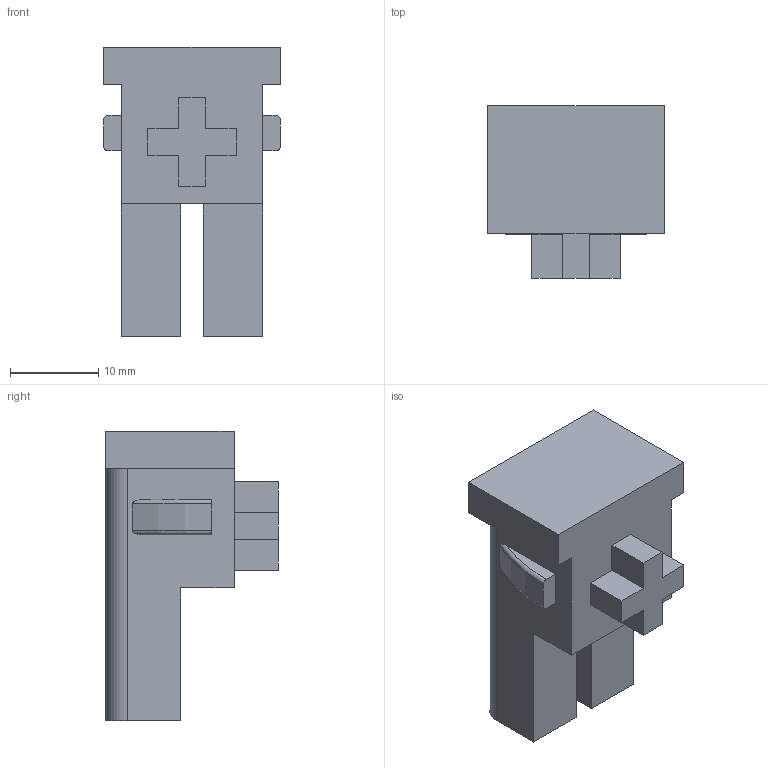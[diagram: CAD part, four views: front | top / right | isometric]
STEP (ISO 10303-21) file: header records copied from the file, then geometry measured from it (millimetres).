
FILE_DESCRIPTION(/* description */ (''),/* implementation_level */ '2;1');
FILE_NAME(/* name */ 'connector_male.stp',/* time_stamp */ '2025-11-02T17:53:32+09:00',/* author */ ('hibik'),/* organization */ (''),/* preprocessor_version */ 'ST-DEVELOPER v20.1',/* originating_system */ 'Autodesk Inventor 2026',/* authorisation */ '');
FILE_SCHEMA (('AUTOMOTIVE_DESIGN { 1 0 10303 214 3 1 1 }'));
Length unit declared in the file: millimetre
Products named in the file (1): connector_male
Bounding box: 20 x 19.5 x 32.7 mm (x, y, z)
Volume: 6344.8 mm3; surface area: 2806.1 mm2
Topology: 1 solids, 1 shells, 43 faces, 114 edges, 76 vertices
Faces by surface type: plane 35, torus 4, cylinder 4
Entity records: 1412 total; most frequent: CARTESIAN_POINT 278, ORIENTED_EDGE 228, DIRECTION 214, EDGE_CURVE 114, LINE 94, VECTOR 94, VERTEX_POINT 76, AXIS2_PLACEMENT_3D 60
